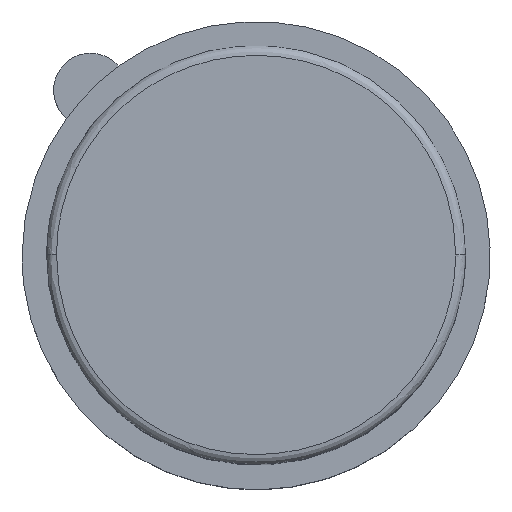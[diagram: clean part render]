
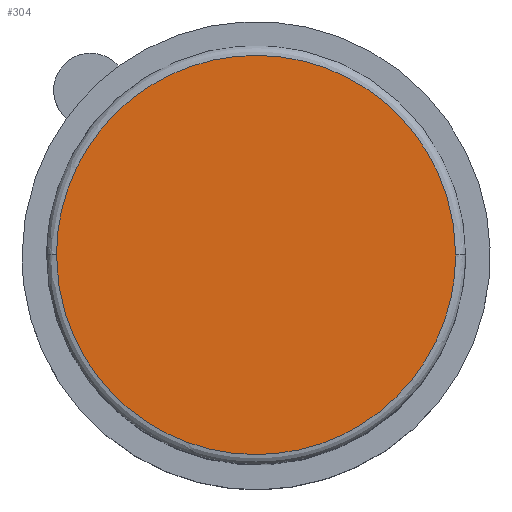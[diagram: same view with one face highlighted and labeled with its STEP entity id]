
A CAD part, top view. The second image highlights one B-rep face of the part: STEP entity #304.
In plain terms, the highlighted planar face has unit normal (0, 0, -1).
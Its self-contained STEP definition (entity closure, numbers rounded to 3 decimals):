
#304=ADVANCED_FACE('',(#588),#4201,.T.);
#588=FACE_OUTER_BOUND('',#876,.T.);
#876=EDGE_LOOP('',(#1290,#1291));
#1290=ORIENTED_EDGE('',*,*,#2465,.F.);
#1291=ORIENTED_EDGE('',*,*,#2453,.F.);
#2453=EDGE_CURVE('',#3694,#3701,#3414,.T.);
#2465=EDGE_CURVE('',#3701,#3694,#3426,.T.);
#3414=(
BOUNDED_CURVE()
B_SPLINE_CURVE(3,(#5731,#5732,#5733,#5734,#5735,#5736,#5737,#5738,#5739,
#5740,#5741,#5742,#5743,#5744,#5745,#5746,#5747,#5748,#5749,#5750,#5751,
#5752,#5753,#5754,#5755),.UNSPECIFIED.,.F.,.F.)
B_SPLINE_CURVE_WITH_KNOTS((4,3,3,3,3,3,3,3,4),(0.,1.527,3.181,
4.835,6.362,7.888,9.542,11.196,
12.723),.UNSPECIFIED.)
CURVE()
GEOMETRIC_REPRESENTATION_ITEM()
RATIONAL_B_SPLINE_CURVE((1.,1.,1.,1.,1.,1.,1.,1.,1.,1.,1.,
1.,1.,1.,1.,1.,1.,
1.,1.,1.,1.,1.,1.,1.,1.))
REPRESENTATION_ITEM('')
);
#3426=(
BOUNDED_CURVE()
B_SPLINE_CURVE(3,(#5839,#5840,#5841,#5842,#5843,#5844,#5845,#5846,#5847,
#5848,#5849,#5850,#5851,#5852,#5853,#5854,#5855,#5856,#5857,#5858,#5859,
#5860,#5861,#5862,#5863),.UNSPECIFIED.,.F.,.F.)
B_SPLINE_CURVE_WITH_KNOTS((4,3,3,3,3,3,3,3,4),(12.723,14.25,
15.904,17.558,19.085,20.611,22.265,
23.92,25.446),.UNSPECIFIED.)
CURVE()
GEOMETRIC_REPRESENTATION_ITEM()
RATIONAL_B_SPLINE_CURVE((1.,1.,1.,1.,1.,1.,1.,1.,
1.,1.,1.,1.,1.,
1.,1.,1.,1.,1.,1.,1.,1.,1.,1.,1.,1.))
REPRESENTATION_ITEM('')
);
#3694=VERTEX_POINT('',#5640);
#3701=VERTEX_POINT('',#5647);
#4201=PLANE('',#4286);
#4286=AXIS2_PLACEMENT_3D('',#5369,#4355,$);
#4355=DIRECTION('',(0.,0.,-1.));
#5369=CARTESIAN_POINT('',(-5.313,-5.313,12.9));
#5640=CARTESIAN_POINT('',(4.05,0.,12.9));
#5647=CARTESIAN_POINT('',(-4.05,0.,12.9));
#5731=CARTESIAN_POINT('',(4.05,0.,12.9));
#5732=CARTESIAN_POINT('',(4.05,0.509,12.9));
#5733=CARTESIAN_POINT('',(3.953,1.018,12.9));
#5734=CARTESIAN_POINT('',(3.766,1.491,12.9));
#5735=CARTESIAN_POINT('',(3.563,2.003,12.9));
#5736=CARTESIAN_POINT('',(3.254,2.474,12.9));
#5737=CARTESIAN_POINT('',(2.864,2.864,12.9));
#5738=CARTESIAN_POINT('',(2.474,3.254,12.9));
#5739=CARTESIAN_POINT('',(2.003,3.563,12.9));
#5740=CARTESIAN_POINT('',(1.491,3.766,12.9));
#5741=CARTESIAN_POINT('',(1.018,3.953,12.9));
#5742=CARTESIAN_POINT('',(0.509,4.05,12.9));
#5743=CARTESIAN_POINT('',(0.,4.05,12.9));
#5744=CARTESIAN_POINT('',(-0.509,4.05,12.9));
#5745=CARTESIAN_POINT('',(-1.018,3.953,12.9));
#5746=CARTESIAN_POINT('',(-1.491,3.766,12.9));
#5747=CARTESIAN_POINT('',(-2.003,3.563,12.9));
#5748=CARTESIAN_POINT('',(-2.474,3.254,12.9));
#5749=CARTESIAN_POINT('',(-2.864,2.864,12.9));
#5750=CARTESIAN_POINT('',(-3.254,2.474,12.9));
#5751=CARTESIAN_POINT('',(-3.563,2.003,12.9));
#5752=CARTESIAN_POINT('',(-3.766,1.491,12.9));
#5753=CARTESIAN_POINT('',(-3.953,1.018,12.9));
#5754=CARTESIAN_POINT('',(-4.05,0.509,12.9));
#5755=CARTESIAN_POINT('',(-4.05,0.,12.9));
#5839=CARTESIAN_POINT('',(-4.05,0.,12.9));
#5840=CARTESIAN_POINT('',(-4.05,-0.509,12.9));
#5841=CARTESIAN_POINT('',(-3.953,-1.018,12.9));
#5842=CARTESIAN_POINT('',(-3.766,-1.491,12.9));
#5843=CARTESIAN_POINT('',(-3.563,-2.003,12.9));
#5844=CARTESIAN_POINT('',(-3.254,-2.474,12.9));
#5845=CARTESIAN_POINT('',(-2.864,-2.864,12.9));
#5846=CARTESIAN_POINT('',(-2.474,-3.254,12.9));
#5847=CARTESIAN_POINT('',(-2.003,-3.563,12.9));
#5848=CARTESIAN_POINT('',(-1.491,-3.766,12.9));
#5849=CARTESIAN_POINT('',(-1.018,-3.953,12.9));
#5850=CARTESIAN_POINT('',(-0.509,-4.05,12.9));
#5851=CARTESIAN_POINT('',(0.,-4.05,12.9));
#5852=CARTESIAN_POINT('',(0.509,-4.05,12.9));
#5853=CARTESIAN_POINT('',(1.018,-3.953,12.9));
#5854=CARTESIAN_POINT('',(1.491,-3.766,12.9));
#5855=CARTESIAN_POINT('',(2.003,-3.563,12.9));
#5856=CARTESIAN_POINT('',(2.474,-3.254,12.9));
#5857=CARTESIAN_POINT('',(2.864,-2.864,12.9));
#5858=CARTESIAN_POINT('',(3.254,-2.474,12.9));
#5859=CARTESIAN_POINT('',(3.563,-2.003,12.9));
#5860=CARTESIAN_POINT('',(3.766,-1.491,12.9));
#5861=CARTESIAN_POINT('',(3.953,-1.018,12.9));
#5862=CARTESIAN_POINT('',(4.05,-0.509,12.9));
#5863=CARTESIAN_POINT('',(4.05,0.,12.9));
